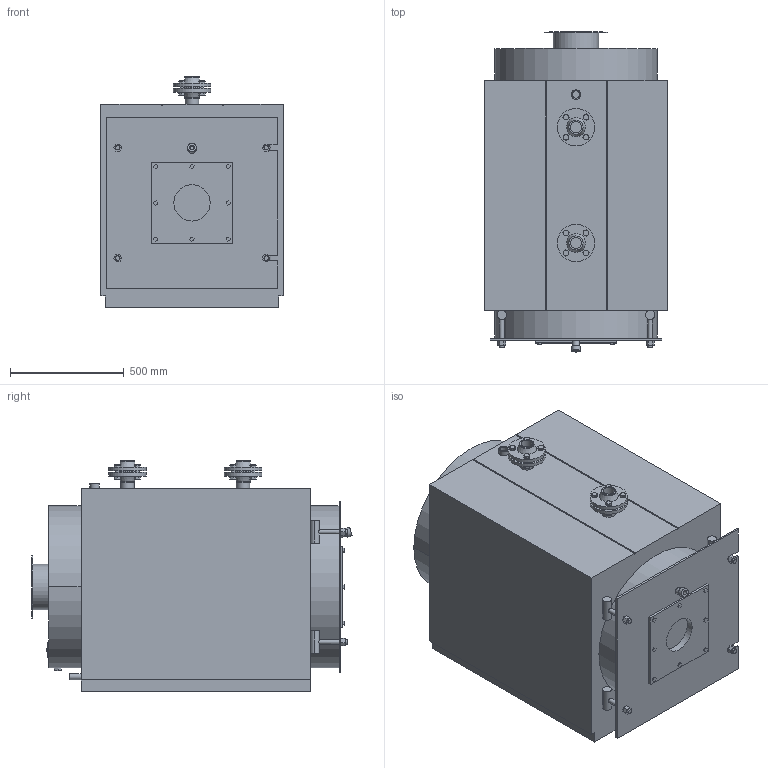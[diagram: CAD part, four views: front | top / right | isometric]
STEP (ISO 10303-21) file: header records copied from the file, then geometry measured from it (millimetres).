
FILE_DESCRIPTION(/* description */ (''),/* implementation_level */ '2;1');
FILE_NAME(/* name */ 'KPG-150 (3D).stp',/* time_stamp */ '2022-04-20T19:26:51+03:00',/* author */ ('Пользователь'),/* organization */ (''),/* preprocessor_version */ 'ST-DEVELOPER v18.1',/* originating_system */ 'Autodesk Inventor 2022',/* authorisation */ '');
FILE_SCHEMA (('AUTOMOTIVE_DESIGN { 1 0 10303 214 3 1 1 }'));
Length unit declared in the file: millimetre
Products named in the file (6): 150; 150_1; FC; ISO 7005-2 Фланец приварной 
с буртиком, тип 
11 - ISO PN 25 Чугун с шаровидным 
графитом DN50; AS 1110 - M16 x 55; AS 1112 - M16  Тип 10
Assembly tree (13 placements, depth 3):
  150
    150_1
    FC  x2
      ISO 7005-2 Фланец приварной 
с буртиком, тип 
11 - ISO PN 25 Чугун с шаровидным 
графитом DN50
      AS 1110 - M16 x 55
      AS 1112 - M16  Тип 10
Bounding box: 804 x 1409.86 x 1016 mm (x, y, z)
Volume: 841862841.6 mm3; surface area: 6438848.2 mm2
Topology: 22 solids, 32 shells, 676 faces, 1454 edges, 902 vertices
Faces by surface type: plane 398, cone 172, cylinder 106
Full cylindrical faces by diameter (mm): 12 x10, 13.835 x8, 16 x8, 19 x16, 20 x10, 24 x8, 25 x2, 26.8 x1, 30 x1, 32 x1, 40 x1, 42.3 x1, 50 x4, 60 x2, 62 x4, 99 x4, 160 x1, 165 x4, 194 x1, 200 x1, 280 x1, 714 x1
Entity records: 8743 total; most frequent: CARTESIAN_POINT 1646, DIRECTION 1433, ORIENTED_EDGE 1346, EDGE_CURVE 673, LINE 479, VECTOR 479, AXIS2_PLACEMENT_3D 477, VERTEX_POINT 438
